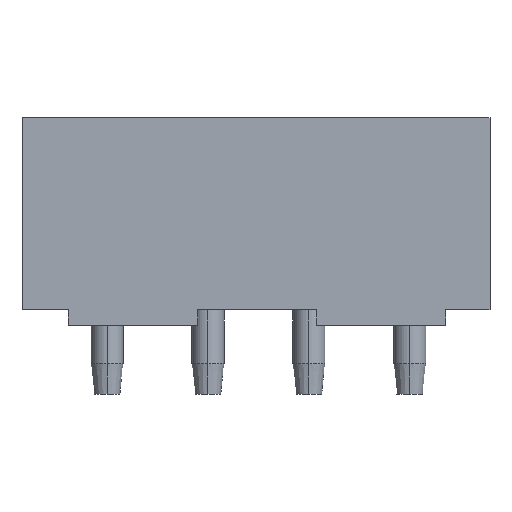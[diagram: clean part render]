
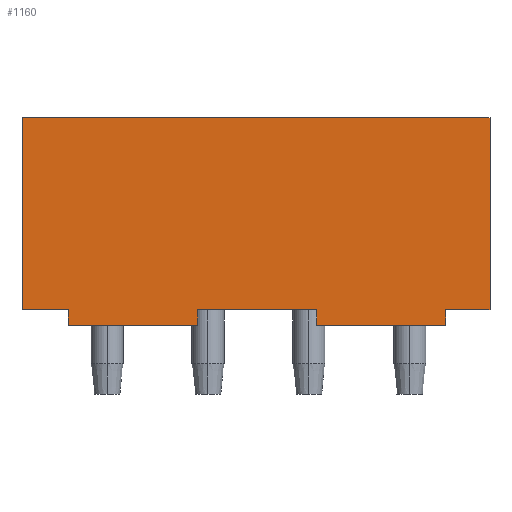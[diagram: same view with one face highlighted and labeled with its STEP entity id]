
A CAD part, front view. The second image highlights one B-rep face of the part: STEP entity #1160.
In plain terms, the highlighted planar face has unit normal (0, -1, 0).
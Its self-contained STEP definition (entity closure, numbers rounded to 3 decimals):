
#72=DIRECTION('',(1.,0.,0.));
#73=VECTOR('',#72,23.19);
#74=CARTESIAN_POINT('',(-11.595,-4.191,0.));
#75=LINE('',#74,#73);
#120=DIRECTION('',(0.,0.,-1.));
#121=VECTOR('',#120,0.76);
#122=CARTESIAN_POINT('',(9.405,-4.191,-9.525));
#123=LINE('',#122,#121);
#124=DIRECTION('',(0.,0.,-1.));
#125=VECTOR('',#124,0.76);
#126=CARTESIAN_POINT('',(-2.895,-4.191,-9.525));
#127=LINE('',#126,#125);
#128=DIRECTION('',(0.,0.,-1.));
#129=VECTOR('',#128,9.525);
#130=CARTESIAN_POINT('',(-11.595,-4.191,0.));
#131=LINE('',#130,#129);
#156=DIRECTION('',(1.,0.,0.));
#157=VECTOR('',#156,2.3);
#158=CARTESIAN_POINT('',(-11.595,-4.191,-9.525));
#159=LINE('',#158,#157);
#172=DIRECTION('',(1.,0.,0.));
#173=VECTOR('',#172,5.9);
#174=CARTESIAN_POINT('',(-2.895,-4.191,-9.525));
#175=LINE('',#174,#173);
#188=DIRECTION('',(1.,0.,0.));
#189=VECTOR('',#188,2.19);
#190=CARTESIAN_POINT('',(9.405,-4.191,-9.525));
#191=LINE('',#190,#189);
#320=DIRECTION('',(-1.,0.,0.));
#321=VECTOR('',#320,6.4);
#322=CARTESIAN_POINT('',(-2.895,-4.191,-10.285));
#323=LINE('',#322,#321);
#336=DIRECTION('',(-1.,0.,0.));
#337=VECTOR('',#336,6.4);
#338=CARTESIAN_POINT('',(9.405,-4.191,-10.285));
#339=LINE('',#338,#337);
#368=DIRECTION('',(0.,0.,-1.));
#369=VECTOR('',#368,0.76);
#370=CARTESIAN_POINT('',(-9.295,-4.191,-9.525));
#371=LINE('',#370,#369);
#380=DIRECTION('',(0.,0.,-1.));
#381=VECTOR('',#380,0.76);
#382=CARTESIAN_POINT('',(3.005,-4.191,-9.525));
#383=LINE('',#382,#381);
#388=DIRECTION('',(0.,0.,-1.));
#389=VECTOR('',#388,9.525);
#390=CARTESIAN_POINT('',(11.595,-4.191,0.));
#391=LINE('',#390,#389);
#864=CARTESIAN_POINT('',(-11.595,-4.191,0.));
#865=CARTESIAN_POINT('',(11.595,-4.191,0.));
#866=VERTEX_POINT('',#864);
#867=VERTEX_POINT('',#865);
#876=CARTESIAN_POINT('',(11.595,-4.191,-9.525));
#878=VERTEX_POINT('',#876);
#886=CARTESIAN_POINT('',(-11.595,-4.191,-9.525));
#887=VERTEX_POINT('',#886);
#928=CARTESIAN_POINT('',(-2.895,-4.191,-10.285));
#929=CARTESIAN_POINT('',(-9.295,-4.191,-10.285));
#930=VERTEX_POINT('',#928);
#931=VERTEX_POINT('',#929);
#936=CARTESIAN_POINT('',(9.405,-4.191,-10.285));
#937=CARTESIAN_POINT('',(3.005,-4.191,-10.285));
#938=VERTEX_POINT('',#936);
#939=VERTEX_POINT('',#937);
#960=CARTESIAN_POINT('',(-9.295,-4.191,-9.525));
#962=VERTEX_POINT('',#960);
#966=CARTESIAN_POINT('',(-2.895,-4.191,-9.525));
#967=VERTEX_POINT('',#966);
#968=CARTESIAN_POINT('',(3.005,-4.191,-9.525));
#970=VERTEX_POINT('',#968);
#974=CARTESIAN_POINT('',(9.405,-4.191,-9.525));
#975=VERTEX_POINT('',#974);
#1130=CARTESIAN_POINT('',(-11.595,-4.191,0.));
#1131=DIRECTION('',(0.,-1.,0.));
#1132=DIRECTION('',(1.,0.,0.));
#1133=AXIS2_PLACEMENT_3D('',#1130,#1131,#1132);
#1134=PLANE('',#1133);
#1136=ORIENTED_EDGE('',*,*,#1135,.F.);
#1138=ORIENTED_EDGE('',*,*,#1137,.T.);
#1140=ORIENTED_EDGE('',*,*,#1139,.T.);
#1142=ORIENTED_EDGE('',*,*,#1141,.F.);
#1144=ORIENTED_EDGE('',*,*,#1143,.F.);
#1146=ORIENTED_EDGE('',*,*,#1145,.T.);
#1148=ORIENTED_EDGE('',*,*,#1147,.T.);
#1150=ORIENTED_EDGE('',*,*,#1149,.F.);
#1152=ORIENTED_EDGE('',*,*,#1151,.F.);
#1154=ORIENTED_EDGE('',*,*,#1153,.F.);
#1155=ORIENTED_EDGE('',*,*,#1101,.T.);
#1157=ORIENTED_EDGE('',*,*,#1156,.T.);
#1158=EDGE_LOOP('',(#1136,#1138,#1140,#1142,#1144,#1146,#1148,#1150,#1152,#1154,
#1155,#1157));
#1159=FACE_OUTER_BOUND('',#1158,.F.);
#1160=ADVANCED_FACE('',(#1159),#1134,.T.);
#1101=EDGE_CURVE('',#866,#867,#75,.T.);
#1135=EDGE_CURVE('',#975,#878,#191,.T.);
#1137=EDGE_CURVE('',#975,#938,#123,.T.);
#1139=EDGE_CURVE('',#938,#939,#339,.T.);
#1141=EDGE_CURVE('',#970,#939,#383,.T.);
#1143=EDGE_CURVE('',#967,#970,#175,.T.);
#1145=EDGE_CURVE('',#967,#930,#127,.T.);
#1147=EDGE_CURVE('',#930,#931,#323,.T.);
#1149=EDGE_CURVE('',#962,#931,#371,.T.);
#1151=EDGE_CURVE('',#887,#962,#159,.T.);
#1153=EDGE_CURVE('',#866,#887,#131,.T.);
#1156=EDGE_CURVE('',#867,#878,#391,.T.);
